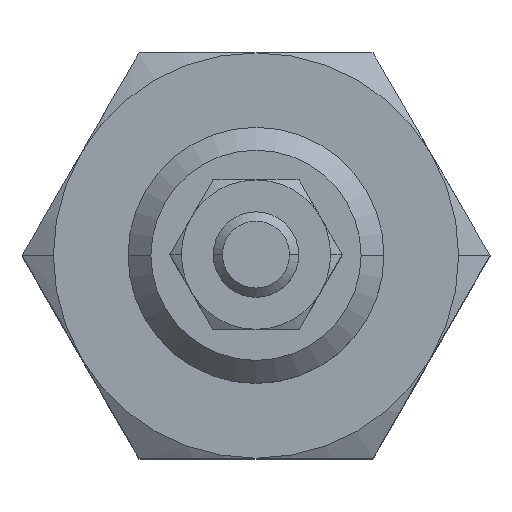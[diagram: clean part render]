
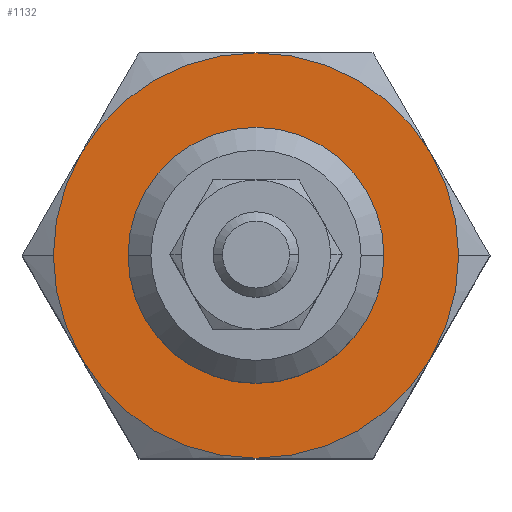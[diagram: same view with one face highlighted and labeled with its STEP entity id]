
A CAD part, top view. The second image highlights one B-rep face of the part: STEP entity #1132.
In plain terms, the highlighted planar face has unit normal (0, 0, 1).
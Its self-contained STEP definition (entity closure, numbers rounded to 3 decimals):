
#1090=VERTEX_POINT('',#2558);
#1102=EDGE_CURVE('',#1090,#1364,#2570,.T.);
#1118=VERTEX_POINT('',#2588);
#1132=ADVANCED_FACE('',(#2602,#2603),#2604,.T.);
#1136=VERTEX_POINT('',#2609);
#1182=VERTEX_POINT('',#2657);
#1212=VERTEX_POINT('',#2691);
#1224=EDGE_CURVE('',#1866,#2104,#2704,.T.);
#1322=EDGE_CURVE('',#1118,#1634,#2809,.T.);
#1334=EDGE_CURVE('',#1136,#1182,#2822,.T.);
#1336=EDGE_CURVE('',#1212,#1380,#2824,.T.);
#1364=VERTEX_POINT('',#2857);
#1380=VERTEX_POINT('',#2873);
#1562=EDGE_CURVE('',#1634,#1118,#3080,.T.);
#1634=VERTEX_POINT('',#3164);
#1670=EDGE_CURVE('',#2104,#1136,#3204,.T.);
#1756=EDGE_CURVE('',#1182,#1212,#3299,.T.);
#1822=EDGE_CURVE('',#1380,#1090,#3366,.T.);
#1866=VERTEX_POINT('',#3419);
#2016=EDGE_CURVE('',#1364,#1866,#3588,.T.);
#2104=VERTEX_POINT('',#3689);
#2558=CARTESIAN_POINT('',(-8.227,-4.75,41.5));
#2570=CIRCLE('',#4508,9.5);
#2588=CARTESIAN_POINT('',(0.,-6.,41.5));
#2602=FACE_OUTER_BOUND('',#4562,.T.);
#2603=FACE_BOUND('',#4563,.T.);
#2604=PLANE('',#4564);
#2609=CARTESIAN_POINT('',(8.227,4.75,41.5));
#2657=CARTESIAN_POINT('',(9.5,0.,41.5));
#2691=CARTESIAN_POINT('',(8.227,-4.75,41.5));
#2704=CIRCLE('',#4757,9.5);
#2809=CIRCLE('',#4986,6.);
#2822=CIRCLE('',#5003,9.5);
#2824=CIRCLE('',#5006,9.5);
#2857=CARTESIAN_POINT('',(-9.5,0.,41.5));
#2873=CARTESIAN_POINT('',(0.,-9.5,41.5));
#3080=CIRCLE('',#5518,6.);
#3164=CARTESIAN_POINT('',(0.,6.,41.5));
#3204=CIRCLE('',#5715,9.5);
#3299=CIRCLE('',#5893,9.5);
#3366=CIRCLE('',#6009,9.5);
#3419=CARTESIAN_POINT('',(-8.227,4.75,41.5));
#3588=CIRCLE('',#6376,9.5);
#3689=CARTESIAN_POINT('',(0.,9.5,41.5));
#4508=AXIS2_PLACEMENT_3D('',#7119,#7120,#7121);
#4562=EDGE_LOOP('',(#7149,#7150,#7151,#7152,#7153,#7154,#7155,#7156));
#4563=EDGE_LOOP('',(#7157,#7158));
#4564=AXIS2_PLACEMENT_3D('',#7159,#7160,#7161);
#4757=AXIS2_PLACEMENT_3D('',#7256,#7257,#7258);
#4986=AXIS2_PLACEMENT_3D('',#7357,#7358,#7359);
#5003=AXIS2_PLACEMENT_3D('',#7376,#7377,#7378);
#5006=AXIS2_PLACEMENT_3D('',#7379,#7380,#7381);
#5518=AXIS2_PLACEMENT_3D('',#7666,#7667,#7668);
#5715=AXIS2_PLACEMENT_3D('',#7813,#7814,#7815);
#5893=AXIS2_PLACEMENT_3D('',#7911,#7912,#7913);
#6009=AXIS2_PLACEMENT_3D('',#7947,#7948,#7949);
#6376=AXIS2_PLACEMENT_3D('',#8239,#8240,#8241);
#7119=CARTESIAN_POINT('',(0.,0.,41.5));
#7120=DIRECTION('',(-0.0,0.0,-1.0));
#7121=DIRECTION('',(-1.0,0.,0.0));
#7149=ORIENTED_EDGE('',*,*,#1102,.F.);
#7150=ORIENTED_EDGE('',*,*,#1822,.F.);
#7151=ORIENTED_EDGE('',*,*,#1336,.F.);
#7152=ORIENTED_EDGE('',*,*,#1756,.F.);
#7153=ORIENTED_EDGE('',*,*,#1334,.F.);
#7154=ORIENTED_EDGE('',*,*,#1670,.F.);
#7155=ORIENTED_EDGE('',*,*,#1224,.F.);
#7156=ORIENTED_EDGE('',*,*,#2016,.F.);
#7157=ORIENTED_EDGE('',*,*,#1322,.T.);
#7158=ORIENTED_EDGE('',*,*,#1562,.T.);
#7159=CARTESIAN_POINT('',(-7.213,0.,41.5));
#7160=DIRECTION('',(0.0,0.0,1.0));
#7161=DIRECTION('',(-1.0,0.,0.0));
#7256=CARTESIAN_POINT('',(0.,0.,41.5));
#7257=DIRECTION('',(-0.0,0.0,-1.0));
#7258=DIRECTION('',(-1.0,0.,0.0));
#7357=CARTESIAN_POINT('',(0.0,0.,41.5));
#7358=DIRECTION('',(0.0,0.0,-1.0));
#7359=DIRECTION('',(0.,-1.0,0.0));
#7376=CARTESIAN_POINT('',(0.,0.,41.5));
#7377=DIRECTION('',(-0.0,0.0,-1.0));
#7378=DIRECTION('',(-1.0,0.,0.0));
#7379=CARTESIAN_POINT('',(0.,0.,41.5));
#7380=DIRECTION('',(-0.0,0.0,-1.0));
#7381=DIRECTION('',(-1.0,0.,0.0));
#7666=CARTESIAN_POINT('',(0.0,0.,41.5));
#7667=DIRECTION('',(0.0,0.0,-1.0));
#7668=DIRECTION('',(0.,-1.0,0.0));
#7813=CARTESIAN_POINT('',(0.,0.,41.5));
#7814=DIRECTION('',(-0.0,0.0,-1.0));
#7815=DIRECTION('',(-1.0,0.,0.0));
#7911=CARTESIAN_POINT('',(0.,0.,41.5));
#7912=DIRECTION('',(-0.0,0.0,-1.0));
#7913=DIRECTION('',(-1.0,0.,0.0));
#7947=CARTESIAN_POINT('',(0.,0.,41.5));
#7948=DIRECTION('',(-0.0,0.0,-1.0));
#7949=DIRECTION('',(-1.0,0.,0.0));
#8239=CARTESIAN_POINT('',(0.,0.,41.5));
#8240=DIRECTION('',(-0.0,0.0,-1.0));
#8241=DIRECTION('',(-1.0,0.,0.0));
